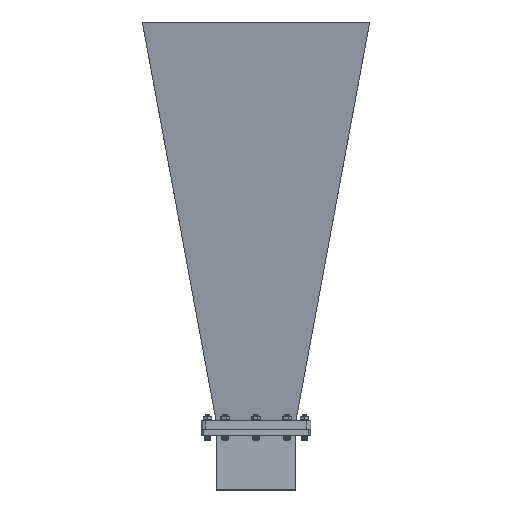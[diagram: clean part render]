
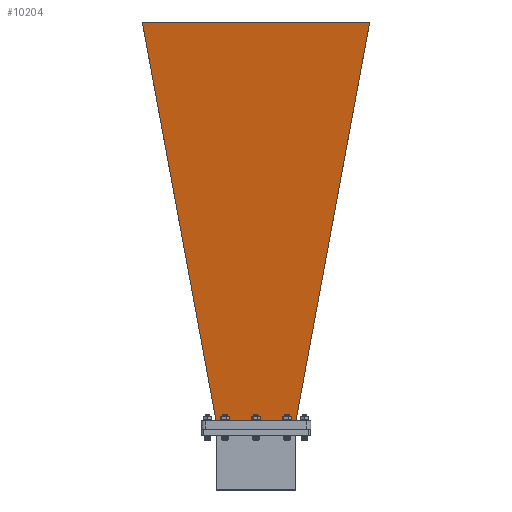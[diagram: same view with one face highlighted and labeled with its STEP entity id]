
A CAD part, front view. The second image highlights one B-rep face of the part: STEP entity #10204.
In plain terms, the highlighted face is planar.
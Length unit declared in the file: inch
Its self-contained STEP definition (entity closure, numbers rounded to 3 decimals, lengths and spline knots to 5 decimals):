
#8 = FACE_OUTER_BOUND ( 'NONE', #4256, .T. ) ;
#558 = ORIENTED_EDGE ( 'NONE', *, *, #12922, .F. ) ;
#1497 = PLANE ( 'NONE',  #4994 ) ;
#1662 = LINE ( 'NONE', #14758, #6958 ) ;
#3489 = VERTEX_POINT ( 'NONE', #9492 ) ;
#4256 = EDGE_LOOP ( 'NONE', ( #8859, #14577, #4470, #558 ) ) ;
#4279 = DIRECTION ( 'NONE',  ( 0.18, -0.972, -0.153 ) ) ;
#4470 = ORIENTED_EDGE ( 'NONE', *, *, #8819, .T. ) ;
#4994 = AXIS2_PLACEMENT_3D ( 'NONE', #12976, #14017, #14275 ) ;
#5406 = DIRECTION ( 'NONE',  ( 1., 0., 0. ) ) ;
#5473 = CARTESIAN_POINT ( 'NONE',  ( -4.72135, 0.5, 1.20308 ) ) ;
#5806 = DIRECTION ( 'NONE',  ( -1., 0., 0. ) ) ;
#6958 = VECTOR ( 'NONE', #4279, 39.37008 ) ;
#7041 = EDGE_CURVE ( 'NONE', #10656, #3489, #10705, .T. ) ;
#7052 = VERTEX_POINT ( 'NONE', #9285 ) ;
#7206 = LINE ( 'NONE', #5473, #9146 ) ;
#8044 = VECTOR ( 'NONE', #15207, 39.37008 ) ;
#8504 = CARTESIAN_POINT ( 'NONE',  ( 7.24774, 27.2257, 5.41895 ) ) ;
#8542 = VECTOR ( 'NONE', #5806, 39.37008 ) ;
#8819 = EDGE_CURVE ( 'NONE', #13663, #7052, #7206, .T. ) ;
#8859 = ORIENTED_EDGE ( 'NONE', *, *, #7041, .T. ) ;
#9146 = VECTOR ( 'NONE', #5406, 39.37008 ) ;
#9285 = CARTESIAN_POINT ( 'NONE',  ( 2.305, 0.5, 1.20308 ) ) ;
#9492 = CARTESIAN_POINT ( 'NONE',  ( -6.55138, 23.46045, 4.825 ) ) ;
#10012 = LINE ( 'NONE', #8504, #8044 ) ;
#10204 = ADVANCED_FACE ( 'NONE', ( #8 ), #1497, .F. ) ;
#10309 = CARTESIAN_POINT ( 'NONE',  ( -2.305, 0.5, 1.20308 ) ) ;
#10656 = VERTEX_POINT ( 'NONE', #16634 ) ;
#10705 = LINE ( 'NONE', #12227, #8542 ) ;
#12227 = CARTESIAN_POINT ( 'NONE',  ( 28.11329, 23.46045, 4.825 ) ) ;
#12922 = EDGE_CURVE ( 'NONE', #10656, #7052, #10012, .T. ) ;
#12976 = CARTESIAN_POINT ( 'NONE',  ( 28.11329, 23.46045, 4.825 ) ) ;
#13097 = EDGE_CURVE ( 'NONE', #3489, #13663, #1662, .T. ) ;
#13663 = VERTEX_POINT ( 'NONE', #10309 ) ;
#14017 = DIRECTION ( 'NONE',  ( 0., 0.156, -0.988 ) ) ;
#14275 = DIRECTION ( 'NONE',  ( 0., 0.988, 0.156 ) ) ;
#14577 = ORIENTED_EDGE ( 'NONE', *, *, #13097, .T. ) ;
#14758 = CARTESIAN_POINT ( 'NONE',  ( -7.24774, 27.2257, 5.41895 ) ) ;
#15207 = DIRECTION ( 'NONE',  ( -0.18, -0.972, -0.153 ) ) ;
#16634 = CARTESIAN_POINT ( 'NONE',  ( 6.55138, 23.46045, 4.825 ) ) ;
